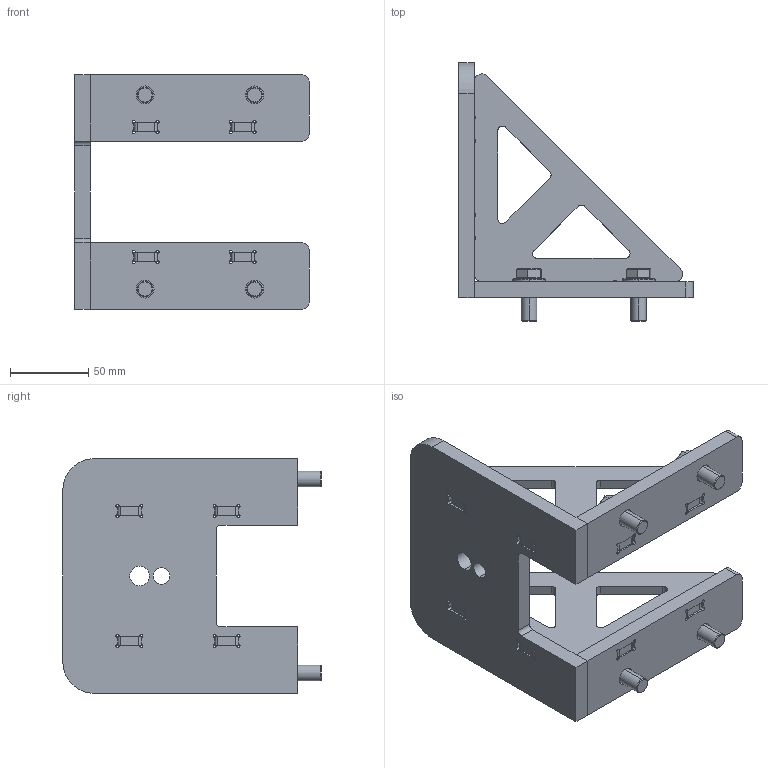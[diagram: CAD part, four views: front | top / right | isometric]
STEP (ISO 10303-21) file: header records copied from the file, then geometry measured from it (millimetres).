
FILE_DESCRIPTION (( 'STEP AP203' ), '1' );
FILE_NAME ('Baugruppe KTP-S-150.STEP', '2022-05-24T05:06:47', ( '' ), ( '' ), 'SwSTEP 2.0', 'SolidWorks 2022', '' );
FILE_SCHEMA (( 'CONFIG_CONTROL_DESIGN' ));
Length unit declared in the file: millimetre
Products named in the file (5): Baugruppe KTP-S-150; Frontplatte KTP-150; Verbus Ripp M10x25; Stegblech KTP-150; Fußplatte KTP-150
Assembly tree (9 placements, depth 2):
  Baugruppe KTP-S-150
    Fußplatte KTP-150  x2
    Frontplatte KTP-150
    Stegblech KTP-150  x2
    Verbus Ripp M10x25  x4
Bounding box: 150 x 165 x 150 mm (x, y, z)
Volume: 402889.4 mm3; surface area: 127981 mm2
Topology: 9 solids, 9 shells, 456 faces, 1226 edges, 796 vertices
Faces by surface type: cylinder 244, plane 196, cone 16
Entity records: 8684 total; most frequent: DIRECTION 1497, CARTESIAN_POINT 1388, ORIENTED_EDGE 1366, EDGE_CURVE 683, AXIS2_PLACEMENT_3D 559, VERTEX_POINT 450, VECTOR 379, LINE 379
